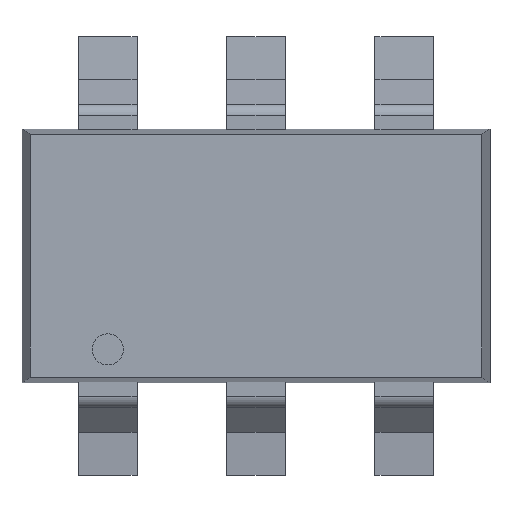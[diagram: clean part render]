
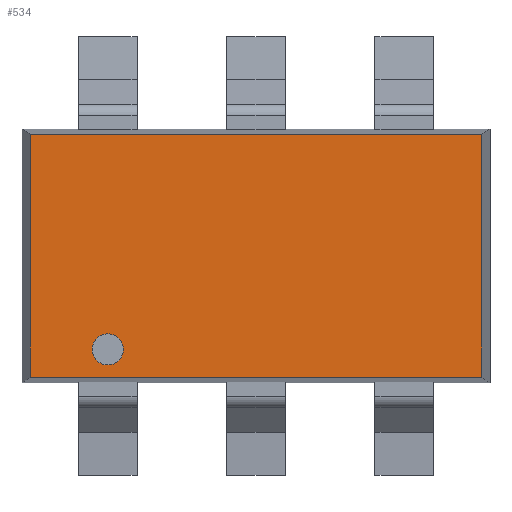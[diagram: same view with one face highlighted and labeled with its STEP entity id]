
A CAD part, top view. The second image highlights one B-rep face of the part: STEP entity #534.
In plain terms, the highlighted planar face has unit normal (0, 0, 1).
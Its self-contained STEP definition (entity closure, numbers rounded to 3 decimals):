
#35 = VERTEX_POINT('',#36);
#36 = CARTESIAN_POINT('',(-1.05,-0.6,0.869));
#42 = EDGE_CURVE('',#43,#35,#45,.T.);
#43 = VERTEX_POINT('',#44);
#44 = CARTESIAN_POINT('',(-0.85,-0.6,0.869));
#45 = CIRCLE('',#46,0.1);
#46 = AXIS2_PLACEMENT_3D('',#47,#48,#49);
#47 = CARTESIAN_POINT('',(-0.95,-0.6,0.869));
#48 = DIRECTION('',(0.,0.,1.));
#49 = DIRECTION('',(-1.,0.,0.));
#93 = VERTEX_POINT('',#94);
#94 = CARTESIAN_POINT('',(-1.447,0.778,0.869));
#100 = EDGE_CURVE('',#93,#101,#103,.T.);
#101 = VERTEX_POINT('',#102);
#102 = CARTESIAN_POINT('',(1.447,0.778,0.869));
#103 = LINE('',#104,#105);
#104 = CARTESIAN_POINT('',(-1.5,0.778,0.869));
#105 = VECTOR('',#106,1.);
#106 = DIRECTION('',(1.,0.,0.));
#309 = VERTEX_POINT('',#310);
#310 = CARTESIAN_POINT('',(1.447,-0.778,0.869));
#316 = EDGE_CURVE('',#317,#309,#319,.T.);
#317 = VERTEX_POINT('',#318);
#318 = CARTESIAN_POINT('',(-1.447,-0.778,0.869));
#319 = LINE('',#320,#321);
#320 = CARTESIAN_POINT('',(-1.5,-0.778,0.869));
#321 = VECTOR('',#322,1.);
#322 = DIRECTION('',(1.,0.,0.));
#534 = ADVANCED_FACE('',(#535,#545),#561,.F.);
#535 = FACE_BOUND('',#536,.T.);
#536 = EDGE_LOOP('',(#537,#544));
#537 = ORIENTED_EDGE('',*,*,#538,.F.);
#538 = EDGE_CURVE('',#35,#43,#539,.T.);
#539 = CIRCLE('',#540,0.1);
#540 = AXIS2_PLACEMENT_3D('',#541,#542,#543);
#541 = CARTESIAN_POINT('',(-0.95,-0.6,0.869));
#542 = DIRECTION('',(0.,0.,1.));
#543 = DIRECTION('',(-1.,0.,0.));
#544 = ORIENTED_EDGE('',*,*,#42,.F.);
#545 = FACE_BOUND('',#546,.T.);
#546 = EDGE_LOOP('',(#547,#548,#554,#555));
#547 = ORIENTED_EDGE('',*,*,#100,.F.);
#548 = ORIENTED_EDGE('',*,*,#549,.T.);
#549 = EDGE_CURVE('',#93,#317,#550,.T.);
#550 = LINE('',#551,#552);
#551 = CARTESIAN_POINT('',(-1.447,0.813,0.869));
#552 = VECTOR('',#553,1.);
#553 = DIRECTION('',(0.,-1.,0.));
#554 = ORIENTED_EDGE('',*,*,#316,.T.);
#555 = ORIENTED_EDGE('',*,*,#556,.F.);
#556 = EDGE_CURVE('',#101,#309,#557,.T.);
#557 = LINE('',#558,#559);
#558 = CARTESIAN_POINT('',(1.447,0.813,0.869));
#559 = VECTOR('',#560,1.);
#560 = DIRECTION('',(0.,-1.,0.));
#561 = PLANE('',#562);
#562 = AXIS2_PLACEMENT_3D('',#563,#564,#565);
#563 = CARTESIAN_POINT('',(-1.5,-0.778,0.869));
#564 = DIRECTION('',(0.,0.,-1.));
#565 = DIRECTION('',(1.,0.,0.));
